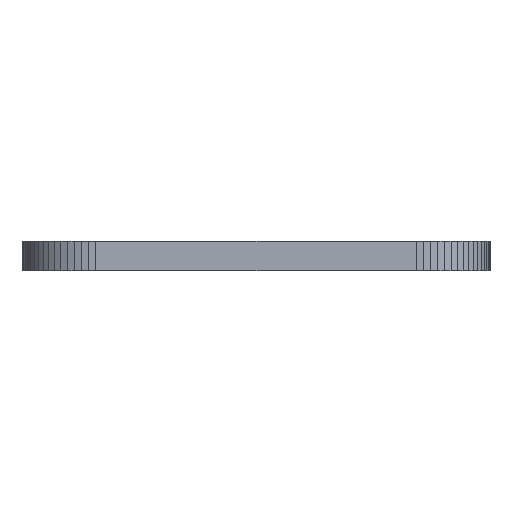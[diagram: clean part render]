
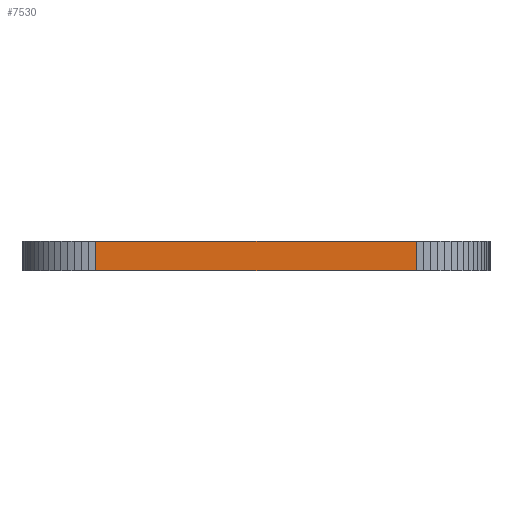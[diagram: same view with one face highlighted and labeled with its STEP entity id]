
A CAD part, left-side view. The second image highlights one B-rep face of the part: STEP entity #7530.
In plain terms, the highlighted planar face has unit normal (-1, 0, 0).
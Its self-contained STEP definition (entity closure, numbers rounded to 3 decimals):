
#90 = PLANE('',#91);
#91 = AXIS2_PLACEMENT_3D('',#92,#93,#94);
#92 = CARTESIAN_POINT('',(81.584,-110.727,1.58));
#93 = DIRECTION('',(-0.,-0.,-1.));
#94 = DIRECTION('',(-1.,0.,0.));
#144 = PLANE('',#145);
#145 = AXIS2_PLACEMENT_3D('',#146,#147,#148);
#146 = CARTESIAN_POINT('',(81.584,-110.727,0.));
#147 = DIRECTION('',(-0.,-0.,-1.));
#148 = DIRECTION('',(-1.,0.,0.));
#1597 = VERTEX_POINT('',#1598);
#1598 = CARTESIAN_POINT('',(69.084,-119.302,0.));
#1612 = PLANE('',#1613);
#1613 = AXIS2_PLACEMENT_3D('',#1614,#1615,#1616);
#1614 = CARTESIAN_POINT('',(69.103,-119.688,0.));
#1615 = DIRECTION('',(-0.999,-0.049,0.));
#1616 = DIRECTION('',(-0.049,0.999,0.));
#1624 = EDGE_CURVE('',#1597,#1625,#1627,.T.);
#1625 = VERTEX_POINT('',#1626);
#1626 = CARTESIAN_POINT('',(69.084,-102.152,0.));
#1627 = SURFACE_CURVE('',#1628,(#1632,#1639),.PCURVE_S1.);
#1628 = LINE('',#1629,#1630);
#1629 = CARTESIAN_POINT('',(69.084,-119.302,0.));
#1630 = VECTOR('',#1631,1.);
#1631 = DIRECTION('',(0.,1.,0.));
#1632 = PCURVE('',#144,#1633);
#1633 = DEFINITIONAL_REPRESENTATION('',(#1634),#1638);
#1634 = LINE('',#1635,#1636);
#1635 = CARTESIAN_POINT('',(12.5,-8.575));
#1636 = VECTOR('',#1637,1.);
#1637 = DIRECTION('',(0.,1.));
#1638 = ( GEOMETRIC_REPRESENTATION_CONTEXT(2) 
PARAMETRIC_REPRESENTATION_CONTEXT() REPRESENTATION_CONTEXT('2D SPACE',''
  ) );
#1639 = PCURVE('',#1640,#1645);
#1640 = PLANE('',#1641);
#1641 = AXIS2_PLACEMENT_3D('',#1642,#1643,#1644);
#1642 = CARTESIAN_POINT('',(69.084,-119.302,0.));
#1643 = DIRECTION('',(-1.,0.,0.));
#1644 = DIRECTION('',(0.,1.,0.));
#1645 = DEFINITIONAL_REPRESENTATION('',(#1646),#1650);
#1646 = LINE('',#1647,#1648);
#1647 = CARTESIAN_POINT('',(0.,0.));
#1648 = VECTOR('',#1649,1.);
#1649 = DIRECTION('',(1.,0.));
#1650 = ( GEOMETRIC_REPRESENTATION_CONTEXT(2) 
PARAMETRIC_REPRESENTATION_CONTEXT() REPRESENTATION_CONTEXT('2D SPACE',''
  ) );
#1668 = PLANE('',#1669);
#1669 = AXIS2_PLACEMENT_3D('',#1670,#1671,#1672);
#1670 = CARTESIAN_POINT('',(69.084,-102.152,0.));
#1671 = DIRECTION('',(-0.999,0.049,0.));
#1672 = DIRECTION('',(0.049,0.999,0.));
#4812 = VERTEX_POINT('',#4813);
#4813 = CARTESIAN_POINT('',(69.084,-119.302,1.58));
#4834 = EDGE_CURVE('',#4812,#4835,#4837,.T.);
#4835 = VERTEX_POINT('',#4836);
#4836 = CARTESIAN_POINT('',(69.084,-102.152,1.58));
#4837 = SURFACE_CURVE('',#4838,(#4842,#4849),.PCURVE_S1.);
#4838 = LINE('',#4839,#4840);
#4839 = CARTESIAN_POINT('',(69.084,-119.302,1.58));
#4840 = VECTOR('',#4841,1.);
#4841 = DIRECTION('',(0.,1.,0.));
#4842 = PCURVE('',#90,#4843);
#4843 = DEFINITIONAL_REPRESENTATION('',(#4844),#4848);
#4844 = LINE('',#4845,#4846);
#4845 = CARTESIAN_POINT('',(12.5,-8.575));
#4846 = VECTOR('',#4847,1.);
#4847 = DIRECTION('',(0.,1.));
#4848 = ( GEOMETRIC_REPRESENTATION_CONTEXT(2) 
PARAMETRIC_REPRESENTATION_CONTEXT() REPRESENTATION_CONTEXT('2D SPACE',''
  ) );
#4849 = PCURVE('',#1640,#4850);
#4850 = DEFINITIONAL_REPRESENTATION('',(#4851),#4855);
#4851 = LINE('',#4852,#4853);
#4852 = CARTESIAN_POINT('',(0.,-1.58));
#4853 = VECTOR('',#4854,1.);
#4854 = DIRECTION('',(1.,0.));
#4855 = ( GEOMETRIC_REPRESENTATION_CONTEXT(2) 
PARAMETRIC_REPRESENTATION_CONTEXT() REPRESENTATION_CONTEXT('2D SPACE',''
  ) );
#7480 = EDGE_CURVE('',#1625,#4835,#7481,.T.);
#7481 = SURFACE_CURVE('',#7482,(#7486,#7493),.PCURVE_S1.);
#7482 = LINE('',#7483,#7484);
#7483 = CARTESIAN_POINT('',(69.084,-102.152,0.));
#7484 = VECTOR('',#7485,1.);
#7485 = DIRECTION('',(0.,0.,1.));
#7486 = PCURVE('',#1668,#7487);
#7487 = DEFINITIONAL_REPRESENTATION('',(#7488),#7492);
#7488 = LINE('',#7489,#7490);
#7489 = CARTESIAN_POINT('',(0.,0.));
#7490 = VECTOR('',#7491,1.);
#7491 = DIRECTION('',(0.,-1.));
#7492 = ( GEOMETRIC_REPRESENTATION_CONTEXT(2) 
PARAMETRIC_REPRESENTATION_CONTEXT() REPRESENTATION_CONTEXT('2D SPACE',''
  ) );
#7493 = PCURVE('',#1640,#7494);
#7494 = DEFINITIONAL_REPRESENTATION('',(#7495),#7499);
#7495 = LINE('',#7496,#7497);
#7496 = CARTESIAN_POINT('',(17.15,0.));
#7497 = VECTOR('',#7498,1.);
#7498 = DIRECTION('',(0.,-1.));
#7499 = ( GEOMETRIC_REPRESENTATION_CONTEXT(2) 
PARAMETRIC_REPRESENTATION_CONTEXT() REPRESENTATION_CONTEXT('2D SPACE',''
  ) );
#7530 = ADVANCED_FACE('',(#7531),#1640,.T.);
#7531 = FACE_BOUND('',#7532,.T.);
#7532 = EDGE_LOOP('',(#7533,#7554,#7555,#7556));
#7533 = ORIENTED_EDGE('',*,*,#7534,.T.);
#7534 = EDGE_CURVE('',#1597,#4812,#7535,.T.);
#7535 = SURFACE_CURVE('',#7536,(#7540,#7547),.PCURVE_S1.);
#7536 = LINE('',#7537,#7538);
#7537 = CARTESIAN_POINT('',(69.084,-119.302,0.));
#7538 = VECTOR('',#7539,1.);
#7539 = DIRECTION('',(0.,0.,1.));
#7540 = PCURVE('',#1640,#7541);
#7541 = DEFINITIONAL_REPRESENTATION('',(#7542),#7546);
#7542 = LINE('',#7543,#7544);
#7543 = CARTESIAN_POINT('',(0.,0.));
#7544 = VECTOR('',#7545,1.);
#7545 = DIRECTION('',(0.,-1.));
#7546 = ( GEOMETRIC_REPRESENTATION_CONTEXT(2) 
PARAMETRIC_REPRESENTATION_CONTEXT() REPRESENTATION_CONTEXT('2D SPACE',''
  ) );
#7547 = PCURVE('',#1612,#7548);
#7548 = DEFINITIONAL_REPRESENTATION('',(#7549),#7553);
#7549 = LINE('',#7550,#7551);
#7550 = CARTESIAN_POINT('',(0.387,0.));
#7551 = VECTOR('',#7552,1.);
#7552 = DIRECTION('',(0.,-1.));
#7553 = ( GEOMETRIC_REPRESENTATION_CONTEXT(2) 
PARAMETRIC_REPRESENTATION_CONTEXT() REPRESENTATION_CONTEXT('2D SPACE',''
  ) );
#7554 = ORIENTED_EDGE('',*,*,#4834,.T.);
#7555 = ORIENTED_EDGE('',*,*,#7480,.F.);
#7556 = ORIENTED_EDGE('',*,*,#1624,.F.);
